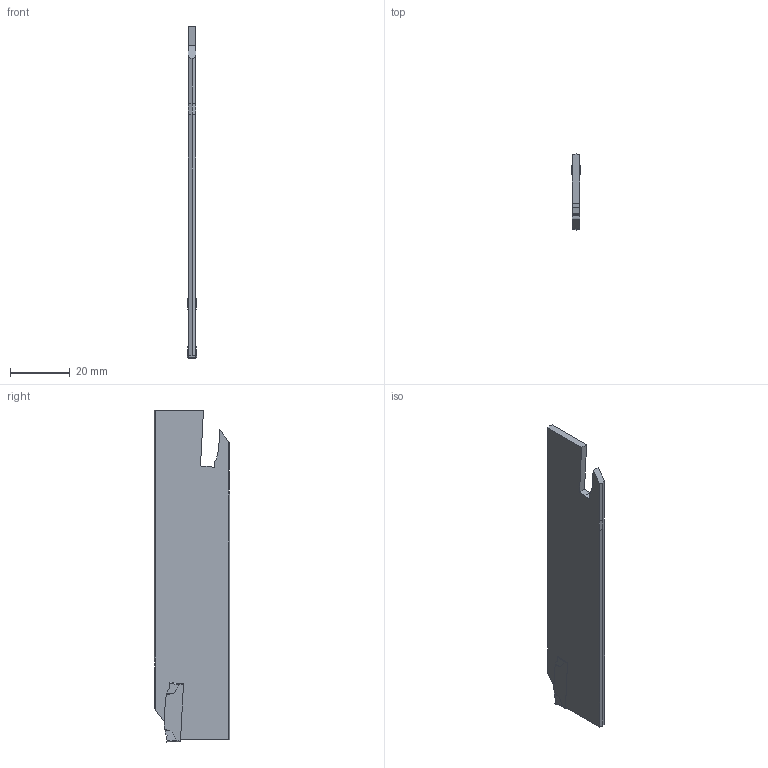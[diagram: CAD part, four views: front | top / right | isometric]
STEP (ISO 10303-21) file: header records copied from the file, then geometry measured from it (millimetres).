
FILE_DESCRIPTION(/* description */ (''),/* implementation_level */ '2;1');
FILE_NAME(/* name */ '1553513504585.stp',/* time_stamp */ '2019-03-25T12:31:57+01:00',/* author */ (''),/* organization */ ('SMS'),/* preprocessor_version */ 'ST-DEVELOPER v15',/* originating_system */ 'SIEMENS PLM Software NX 8.5',/* authorisation */ '');
FILE_SCHEMA (('AUTOMOTIVE_DESIGN { 1 0 10303 214 3 1 1 1 }'));
Length unit declared in the file: millimetre
Products named in the file (1): N123G30_21A2_SIM
Bounding box: 3.04 x 25.27 x 110.8 mm (x, y, z)
Volume: 6067 mm3; surface area: 5975.6 mm2
Topology: 2 solids, 2 shells, 62 faces, 170 edges, 112 vertices
Faces by surface type: plane 50, cylinder 4, bspline 4, cone 4
Entity records: 2343 total; most frequent: CARTESIAN_POINT 549, ORIENTED_EDGE 340, DIRECTION 282, EDGE_CURVE 170, LINE 136, VECTOR 136, VERTEX_POINT 112, AXIS2_PLACEMENT_3D 73
